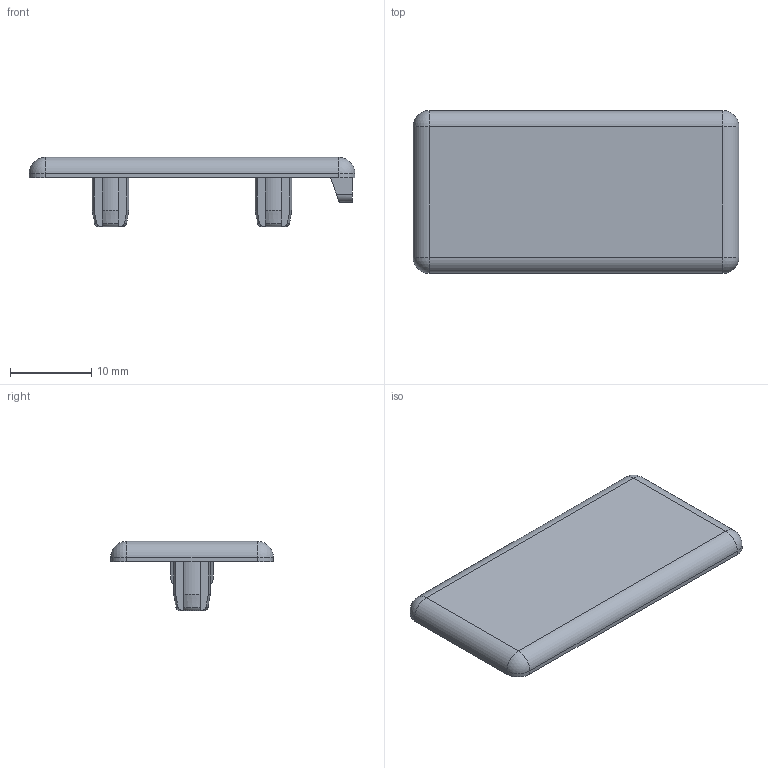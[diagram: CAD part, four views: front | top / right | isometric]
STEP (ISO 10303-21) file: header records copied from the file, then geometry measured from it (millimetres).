
FILE_DESCRIPTION (( 'STEP AP203' ), '1' );
FILE_NAME ('5537T19.step', '2015-03-16T16:26:37', ( '' ), ( '' ), 'SwSTEP 2.0', 'SolidWorks 2010', '' );
FILE_SCHEMA (( 'CONFIG_CONTROL_DESIGN' ));
Length unit declared in the file: millimetre
Products named in the file (1): 5537T19
Bounding box: 40 x 20 x 8.5 mm (x, y, z)
Volume: 1637.7 mm3; surface area: 2137.5 mm2
Topology: 1 solids, 1 shells, 88 faces, 235 edges, 148 vertices
Faces by surface type: plane 38, cylinder 26, cone 10, torus 10, sphere 4
Entity records: 2860 total; most frequent: CARTESIAN_POINT 618, ORIENTED_EDGE 462, DIRECTION 447, EDGE_CURVE 231, AXIS2_PLACEMENT_3D 161, VERTEX_POINT 148, LINE 125, VECTOR 125
